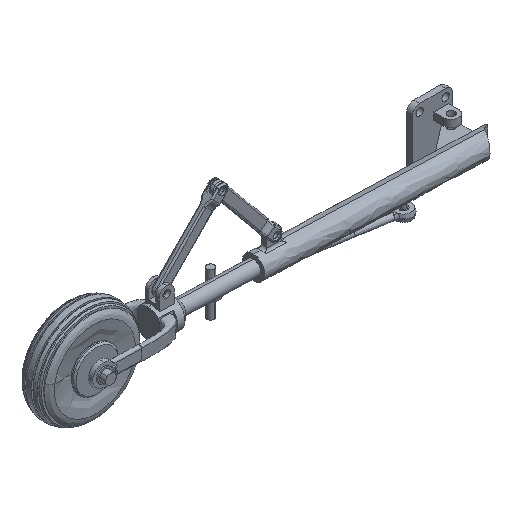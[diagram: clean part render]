
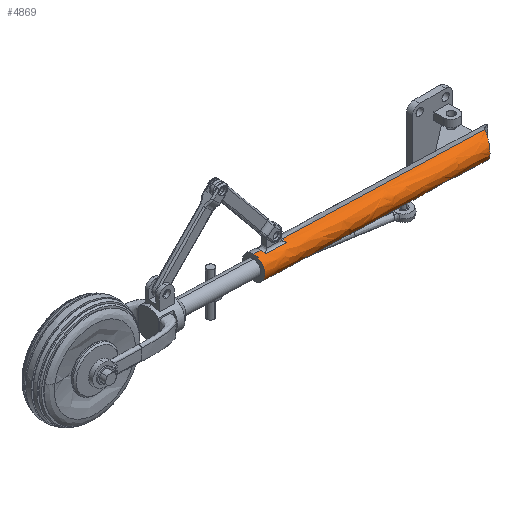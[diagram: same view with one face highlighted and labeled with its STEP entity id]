
A CAD part, isometric view. The second image highlights one B-rep face of the part: STEP entity #4869.
In plain terms, the highlighted free-form (B-spline) face has degree [2, 1] with [5, 2] control points.
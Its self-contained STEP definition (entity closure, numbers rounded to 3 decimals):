
#4467 = VERTEX_POINT('',#4468);
#4468 = CARTESIAN_POINT('',(-151.377,-23.435,
    37.725));
#4726 = VERTEX_POINT('',#4727);
#4727 = CARTESIAN_POINT('',(0.516,-28.739,
    19.707));
#4744 = EDGE_CURVE('',#4726,#4745,#4747,.T.);
#4745 = VERTEX_POINT('',#4746);
#4746 = CARTESIAN_POINT('',(-172.761,-22.688,
    19.707));
#4747 = B_SPLINE_CURVE_WITH_KNOTS('',1,(#4748,#4749),.UNSPECIFIED.,.F.,
  .F.,(2,2),(-33.964,120.),.PIECEWISE_BEZIER_KNOTS.);
#4748 = CARTESIAN_POINT('',(0.516,-28.739,
    19.707));
#4749 = CARTESIAN_POINT('',(-172.761,-22.688,
    19.707));
#4752 = VERTEX_POINT('',#4753);
#4753 = CARTESIAN_POINT('',(-172.761,-22.688,
    37.725));
#4761 = EDGE_CURVE('',#4762,#4752,#4764,.T.);
#4762 = VERTEX_POINT('',#4763);
#4763 = CARTESIAN_POINT('',(-167.133,-22.885,
    37.725));
#4764 = B_SPLINE_CURVE_WITH_KNOTS('',1,(#4765,#4766),.UNSPECIFIED.,.F.,
  .F.,(2,2),(115.,120.),.PIECEWISE_BEZIER_KNOTS.);
#4765 = CARTESIAN_POINT('',(-167.133,-22.885,
    37.725));
#4766 = CARTESIAN_POINT('',(-172.761,-22.688,
    37.725));
#4782 = EDGE_CURVE('',#4783,#4467,#4785,.T.);
#4783 = VERTEX_POINT('',#4784);
#4784 = CARTESIAN_POINT('',(0.516,-28.739,
    37.725));
#4785 = B_SPLINE_CURVE_WITH_KNOTS('',1,(#4786,#4787),.UNSPECIFIED.,.F.,
  .F.,(2,2),(-33.964,101.),.PIECEWISE_BEZIER_KNOTS.);
#4786 = CARTESIAN_POINT('',(0.516,-28.739,
    37.725));
#4787 = CARTESIAN_POINT('',(-151.377,-23.435,
    37.725));
#4869 = ADVANCED_FACE('',(#4870),#4929,.T.);
#4870 = FACE_BOUND('',#4871,.T.);
#4871 = EDGE_LOOP('',(#4872,#4873,#4882,#4891,#4898,#4899,#4907,#4914,
    #4920,#4921));
#4872 = ORIENTED_EDGE('',*,*,#4744,.F.);
#4873 = ORIENTED_EDGE('',*,*,#4874,.T.);
#4874 = EDGE_CURVE('',#4726,#4875,#4877,.T.);
#4875 = VERTEX_POINT('',#4876);
#4876 = CARTESIAN_POINT('',(0.192,-29.272,
    19.724));
#4877 = B_SPLINE_CURVE_WITH_KNOTS('',3,(#4878,#4879,#4880,#4881),
  .UNSPECIFIED.,.F.,.F.,(4,4),(0.005,0.005),
  .PIECEWISE_BEZIER_KNOTS.);
#4878 = CARTESIAN_POINT('',(0.516,-28.739,
    19.707));
#4879 = CARTESIAN_POINT('',(0.399,-28.91,
    19.707));
#4880 = CARTESIAN_POINT('',(0.29,-29.088,
    19.712));
#4881 = CARTESIAN_POINT('',(0.192,-29.272,
    19.724));
#4882 = ORIENTED_EDGE('',*,*,#4883,.T.);
#4883 = EDGE_CURVE('',#4875,#4884,#4886,.T.);
#4884 = VERTEX_POINT('',#4885);
#4885 = CARTESIAN_POINT('',(0.192,-29.272,
    37.709));
#4886 = ( BOUNDED_CURVE() B_SPLINE_CURVE(3,(#4887,#4888,#4889,#4890),
.UNSPECIFIED.,.F.,.F.) B_SPLINE_CURVE_WITH_KNOTS((4,4),(4.773,
7.794),.PIECEWISE_BEZIER_KNOTS.) CURVE() 
GEOMETRIC_REPRESENTATION_ITEM() RATIONAL_B_SPLINE_CURVE((1.,
0.374,0.374,1.)) REPRESENTATION_ITEM('') );
#4887 = CARTESIAN_POINT('',(0.192,-29.272,
    19.724));
#4888 = CARTESIAN_POINT('',(-8.231,-45.008,
    20.691));
#4889 = CARTESIAN_POINT('',(-8.231,-45.008,
    36.741));
#4890 = CARTESIAN_POINT('',(0.192,-29.272,
    37.709));
#4891 = ORIENTED_EDGE('',*,*,#4892,.T.);
#4892 = EDGE_CURVE('',#4884,#4783,#4893,.T.);
#4893 = B_SPLINE_CURVE_WITH_KNOTS('',3,(#4894,#4895,#4896,#4897),
  .UNSPECIFIED.,.F.,.F.,(4,4),(0.,0.001),
  .PIECEWISE_BEZIER_KNOTS.);
#4894 = CARTESIAN_POINT('',(0.192,-29.272,
    37.709));
#4895 = CARTESIAN_POINT('',(0.291,-29.087,
    37.72));
#4896 = CARTESIAN_POINT('',(0.399,-28.91,37.725)
  );
#4897 = CARTESIAN_POINT('',(0.516,-28.739,
    37.725));
#4898 = ORIENTED_EDGE('',*,*,#4782,.T.);
#4899 = ORIENTED_EDGE('',*,*,#4900,.T.);
#4900 = EDGE_CURVE('',#4467,#4901,#4903,.T.);
#4901 = VERTEX_POINT('',#4902);
#4902 = CARTESIAN_POINT('',(-151.503,-27.036,
    36.973));
#4903 = ( BOUNDED_CURVE() B_SPLINE_CURVE(2,(#4904,#4905,#4906),
.UNSPECIFIED.,.F.,.F.) B_SPLINE_CURVE_WITH_KNOTS((3,3),(0.,
0.412),.PIECEWISE_BEZIER_KNOTS.) CURVE() 
GEOMETRIC_REPRESENTATION_ITEM() RATIONAL_B_SPLINE_CURVE((1.,
0.979,1.)) REPRESENTATION_ITEM('') );
#4904 = CARTESIAN_POINT('',(-151.377,-23.435,
    37.725));
#4905 = CARTESIAN_POINT('',(-151.443,-25.314,
    37.725));
#4906 = CARTESIAN_POINT('',(-151.503,-27.036,
    36.973));
#4907 = ORIENTED_EDGE('',*,*,#4908,.T.);
#4908 = EDGE_CURVE('',#4901,#4909,#4911,.T.);
#4909 = VERTEX_POINT('',#4910);
#4910 = CARTESIAN_POINT('',(-167.259,-26.486,
    36.973));
#4911 = B_SPLINE_CURVE_WITH_KNOTS('',1,(#4912,#4913),.UNSPECIFIED.,.F.,
  .F.,(2,2),(101.,115.),.PIECEWISE_BEZIER_KNOTS.);
#4912 = CARTESIAN_POINT('',(-151.503,-27.036,
    36.973));
#4913 = CARTESIAN_POINT('',(-167.259,-26.486,
    36.973));
#4914 = ORIENTED_EDGE('',*,*,#4915,.T.);
#4915 = EDGE_CURVE('',#4909,#4762,#4916,.T.);
#4916 = ( BOUNDED_CURVE() B_SPLINE_CURVE(2,(#4917,#4918,#4919),
.UNSPECIFIED.,.F.,.F.) B_SPLINE_CURVE_WITH_KNOTS((3,3),(2.73,
3.142),.PIECEWISE_BEZIER_KNOTS.) CURVE() 
GEOMETRIC_REPRESENTATION_ITEM() RATIONAL_B_SPLINE_CURVE((1.,
0.979,1.)) REPRESENTATION_ITEM('') );
#4917 = CARTESIAN_POINT('',(-167.259,-26.486,
    36.973));
#4918 = CARTESIAN_POINT('',(-167.199,-24.764,
    37.725));
#4919 = CARTESIAN_POINT('',(-167.133,-22.885,
    37.725));
#4920 = ORIENTED_EDGE('',*,*,#4761,.T.);
#4921 = ORIENTED_EDGE('',*,*,#4922,.T.);
#4922 = EDGE_CURVE('',#4752,#4745,#4923,.T.);
#4923 = ( BOUNDED_CURVE() B_SPLINE_CURVE(2,(#4924,#4925,#4926,#4927,
#4928),.UNSPECIFIED.,.F.,.F.) B_SPLINE_CURVE_WITH_KNOTS((3,2,3),(
    3.142,4.712,6.283),
.PIECEWISE_BEZIER_KNOTS.) CURVE() GEOMETRIC_REPRESENTATION_ITEM() 
RATIONAL_B_SPLINE_CURVE((1.,0.707,1.,0.707,1.)) 
REPRESENTATION_ITEM('') );
#4924 = CARTESIAN_POINT('',(-172.761,-22.688,
    37.725));
#4925 = CARTESIAN_POINT('',(-173.075,-31.692,
    37.725));
#4926 = CARTESIAN_POINT('',(-173.075,-31.692,
    28.716));
#4927 = CARTESIAN_POINT('',(-173.075,-31.692,
    19.707));
#4928 = CARTESIAN_POINT('',(-172.761,-22.688,
    19.707));
#4929 = ( BOUNDED_SURFACE() B_SPLINE_SURFACE(2,1,(
    (#4930,#4931)
    ,(#4932,#4933)
    ,(#4934,#4935)
    ,(#4936,#4937)
    ,(#4938,#4939
)),.UNSPECIFIED.,.F.,.F.,.F.) B_SPLINE_SURFACE_WITH_KNOTS((3,2,3),(2,2),
  (3.142,4.712,6.283),(-33.964,120.),
.PIECEWISE_BEZIER_KNOTS.) GEOMETRIC_REPRESENTATION_ITEM() 
RATIONAL_B_SPLINE_SURFACE((
    (1.,1.)
    ,(0.707,0.707)
    ,(1.,1.)
    ,(0.707,0.707)
,(1.,1.))) REPRESENTATION_ITEM('') SURFACE() );
#4930 = CARTESIAN_POINT('',(0.516,-28.739,
    19.707));
#4931 = CARTESIAN_POINT('',(-172.761,-22.688,
    19.707));
#4932 = CARTESIAN_POINT('',(0.202,-37.743,
    19.707));
#4933 = CARTESIAN_POINT('',(-173.075,-31.692,
    19.707));
#4934 = CARTESIAN_POINT('',(0.202,-37.743,
    28.716));
#4935 = CARTESIAN_POINT('',(-173.075,-31.692,
    28.716));
#4936 = CARTESIAN_POINT('',(0.202,-37.743,
    37.725));
#4937 = CARTESIAN_POINT('',(-173.075,-31.692,
    37.725));
#4938 = CARTESIAN_POINT('',(0.516,-28.739,
    37.725));
#4939 = CARTESIAN_POINT('',(-172.761,-22.688,
    37.725));
